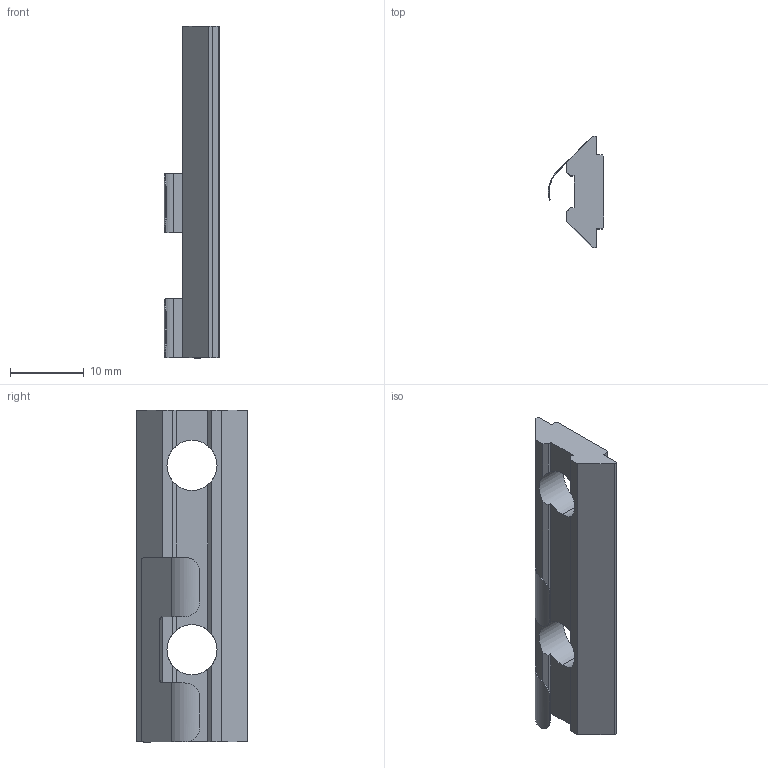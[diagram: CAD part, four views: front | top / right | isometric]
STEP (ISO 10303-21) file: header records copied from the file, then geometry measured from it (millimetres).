
FILE_DESCRIPTION(('Creo Elements/Direct Modeling STEP Export'),'2;1');
FILE_NAME('44.0155.1_Klemmschiene-MMS-44_45mm-Federrücken.stp','2022-03-21T 9:03:29',(''),(''),'PTC Creo Elements/Direct Modeling STEP processor for AP214 (Solid Model)','PTC Creo Elements/Direct Modeling 19.0C 15-Aug-2015 (C) Parametric Technology GmbH','');
FILE_SCHEMA(('AUTOMOTIVE_DESIGN { 1 0 10303 214 1 1 1 1 }'));
Length unit declared in the file: millimetre
Products named in the file (3): Klemmschienenkorpus-MMS-44_45mm-Federrücken_317475_PX175696; Federnase-rund_t-0.1mm_311252_PX175695; Klemmschiene-MMS-44_45mm-Federrücken_44.0155.1_PX175697
Assembly tree (2 placements, depth 2):
  Klemmschiene-MMS-44_45mm-Federrücken_44.0155.1_PX175697
    Federnase-rund_t-0.1mm_311252_PX175695
    Klemmschienenkorpus-MMS-44_45mm-Federrücken_317475_PX175696
Bounding box: 7.5 x 15 x 45 mm (x, y, z)
Volume: 2099.7 mm3; surface area: 2177.9 mm2
Topology: 2 solids, 2 shells, 60 faces, 170 edges, 112 vertices
Faces by surface type: plane 40, cylinder 16, cone 4
Entity records: 2652 total; most frequent: CARTESIAN_POINT 1049, ORIENTED_EDGE 340, DIRECTION 283, EDGE_CURVE 170, VERTEX_POINT 112, VECTOR 111, LINE 111, AXIS2_PLACEMENT_3D 86
